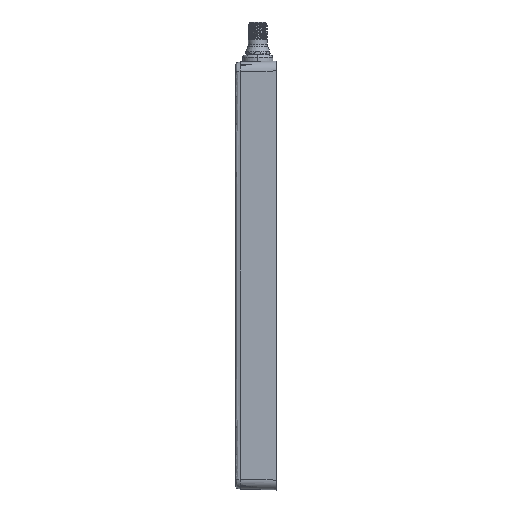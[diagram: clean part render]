
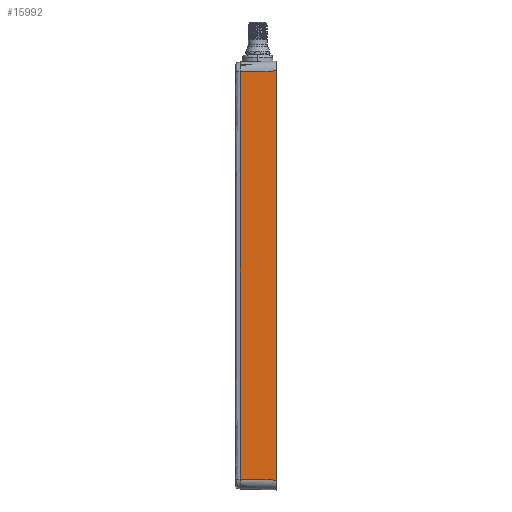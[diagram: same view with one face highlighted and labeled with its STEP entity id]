
A CAD part, left-side view. The second image highlights one B-rep face of the part: STEP entity #15992.
In plain terms, the highlighted planar face has unit normal (-1, 0.026, 0).
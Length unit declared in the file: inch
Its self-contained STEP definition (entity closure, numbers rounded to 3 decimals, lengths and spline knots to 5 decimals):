
#73=CARTESIAN_POINT('',(-3.54528,0.,-5.12095));
#87=DIRECTION('',(0.,0.,-1.));
#88=VECTOR('',#87,10.2419);
#89=CARTESIAN_POINT('',(-3.54528,0.,5.12095));
#90=LINE('',#89,#88);
#103=CARTESIAN_POINT('',(-3.54528,0.,5.12095));
#1497=DIRECTION('',(0.,0.,1.));
#1498=VECTOR('',#1497,10.19489);
#1499=CARTESIAN_POINT('',(-3.52177,0.89773,
-5.09744));
#1500=LINE('',#1499,#1498);
#1501=DIRECTION('',(-0.026,-0.999,0.026));
#1502=VECTOR('',#1501,0.89835);
#1503=CARTESIAN_POINT('',(-3.52177,0.89773,
5.09744));
#1504=LINE('',#1503,#1502);
#1505=DIRECTION('',(-0.026,-0.999,-0.026));
#1506=VECTOR('',#1505,0.89835);
#1507=CARTESIAN_POINT('',(-3.52177,0.89773,
-5.09744));
#1508=LINE('',#1507,#1506);
#13748=VERTEX_POINT('',#103);
#13749=VERTEX_POINT('',#73);
#13774=CARTESIAN_POINT('',(-3.52177,0.89773,
-5.09744));
#13775=CARTESIAN_POINT('',(-3.52177,0.89773,
5.09744));
#13776=VERTEX_POINT('',#13774);
#13777=VERTEX_POINT('',#13775);
#15981=CARTESIAN_POINT('',(-3.54528,0.,-5.47904));
#15982=DIRECTION('',(-1.,0.026,0.));
#15983=DIRECTION('',(0.,0.,-1.));
#15984=AXIS2_PLACEMENT_3D('',#15981,#15982,#15983);
#15985=PLANE('',#15984);
#15986=ORIENTED_EDGE('',*,*,#15545,.T.);
#15987=ORIENTED_EDGE('',*,*,#15430,.T.);
#15988=ORIENTED_EDGE('',*,*,#14983,.T.);
#15989=ORIENTED_EDGE('',*,*,#15971,.F.);
#15990=EDGE_LOOP('',(#15986,#15987,#15988,#15989));
#15991=FACE_OUTER_BOUND('',#15990,.F.);
#15992=ADVANCED_FACE('',(#15991),#15985,.T.);
#14983=EDGE_CURVE('',#13748,#13749,#90,.T.);
#15430=EDGE_CURVE('',#13777,#13748,#1504,.T.);
#15545=EDGE_CURVE('',#13776,#13777,#1500,.T.);
#15971=EDGE_CURVE('',#13776,#13749,#1508,.T.);
